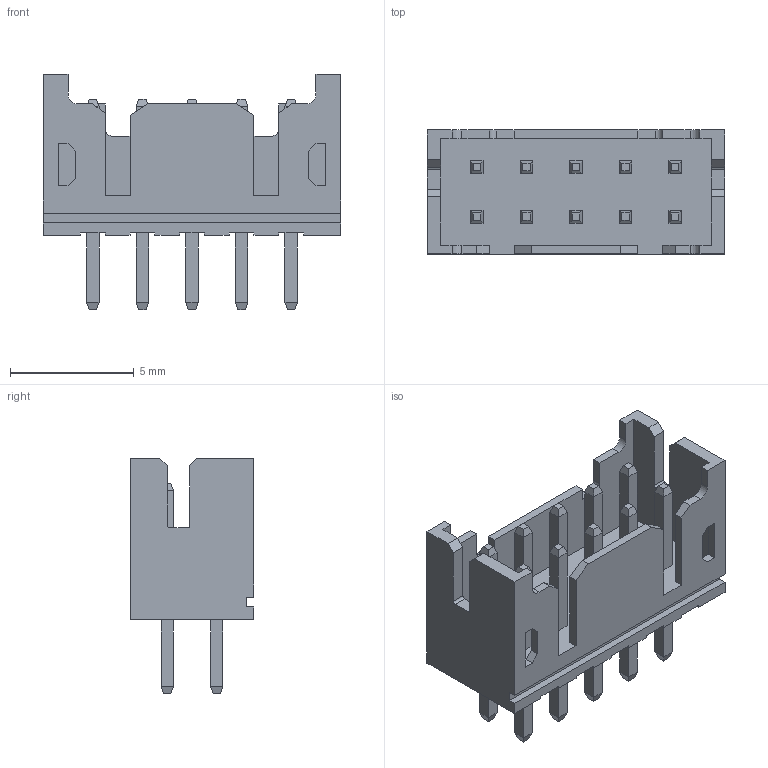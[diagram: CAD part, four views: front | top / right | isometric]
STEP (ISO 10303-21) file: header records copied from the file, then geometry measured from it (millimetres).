
FILE_DESCRIPTION(/* description */ (''),/* implementation_level */ '2;1');
FILE_NAME(/* name */ '522-10-3-xx.stp',/* time_stamp */ '2025-11-13T07:09:12+01:00',/* author */ ('Andreas.Larin'),/* organization */ (''),/* preprocessor_version */ 'ST-DEVELOPER v20',/* originating_system */ 'Autodesk Inventor 2025',/* authorisation */ '');
FILE_SCHEMA (('AUTOMOTIVE_DESIGN { 1 0 10303 214 3 1 1 }'));
Length unit declared in the file: millimetre
Products named in the file (1): 522-10-3-xx
Bounding box: 12 x 5 x 9.5 mm (x, y, z)
Volume: 156.3 mm3; surface area: 560.6 mm2
Topology: 1 solids, 1 shells, 274 faces, 676 edges, 424 vertices
Faces by surface type: plane 266, cylinder 8
Entity records: 7887 total; most frequent: CARTESIAN_POINT 1375, ORIENTED_EDGE 1352, DIRECTION 1242, EDGE_CURVE 676, LINE 660, VECTOR 660, VERTEX_POINT 424, EDGE_LOOP 298
